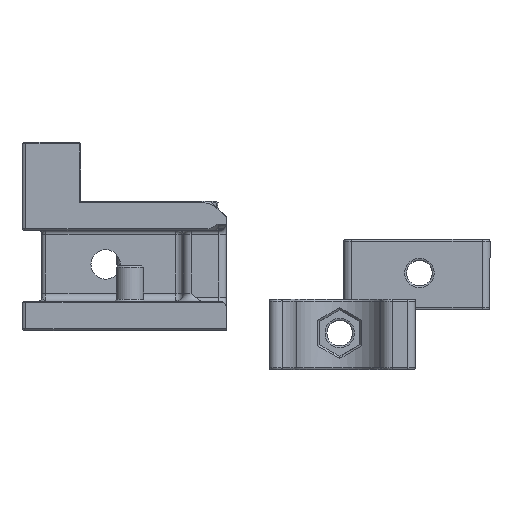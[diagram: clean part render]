
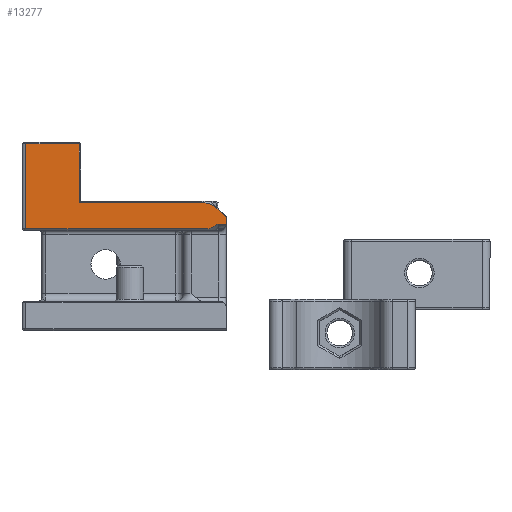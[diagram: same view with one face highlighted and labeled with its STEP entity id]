
A CAD part, left-side view. The second image highlights one B-rep face of the part: STEP entity #13277.
In plain terms, the highlighted face is planar.
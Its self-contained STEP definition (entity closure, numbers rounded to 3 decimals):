
#260=(
BOUNDED_CURVE()
B_SPLINE_CURVE(2,(#20440,#20441,#20442),.UNSPECIFIED.,.F.,.F.)
B_SPLINE_CURVE_WITH_KNOTS((3,3),(2.474,3.675),
 .UNSPECIFIED.)
CURVE()
GEOMETRIC_REPRESENTATION_ITEM()
RATIONAL_B_SPLINE_CURVE((3.676,3.676,3.045))
REPRESENTATION_ITEM('')
);
#268=ELLIPSE('',#14249,5.196,3.);
#479=PLANE('',#14248);
#900=LINE('',#20409,#1880);
#906=LINE('',#20426,#1886);
#907=LINE('',#20430,#1887);
#908=LINE('',#20432,#1888);
#909=LINE('',#20434,#1889);
#910=LINE('',#20436,#1890);
#911=LINE('',#20438,#1891);
#912=LINE('',#20444,#1892);
#1880=VECTOR('',#16090,10.);
#1886=VECTOR('',#16104,10.);
#1887=VECTOR('',#16107,1000.);
#1888=VECTOR('',#16108,1000.);
#1889=VECTOR('',#16109,1000.);
#1890=VECTOR('',#16110,1000.);
#1891=VECTOR('',#16111,1000.);
#1892=VECTOR('',#16112,10.);
#3010=FACE_OUTER_BOUND('',#3879,.T.);
#3879=EDGE_LOOP('',(#9374,#9375,#9376,#9377,#9378,#9379,#9380,#9381,#9382,
#9383,#9384,#9385));
#4759=B_SPLINE_CURVE_WITH_KNOTS('',3,(#20393,#20394,#20395,#20396,#20397,
#20398),.UNSPECIFIED.,.F.,.F.,(4,2,4),(0.,0.14,0.279),
 .UNSPECIFIED.);
#5085=CIRCLE('',#14250,2.);
#5923=VERTEX_POINT('',#20391);
#5924=VERTEX_POINT('',#20392);
#5925=VERTEX_POINT('',#20408);
#5932=VERTEX_POINT('',#20425);
#5933=VERTEX_POINT('',#20427);
#5934=VERTEX_POINT('',#20429);
#5935=VERTEX_POINT('',#20431);
#5936=VERTEX_POINT('',#20433);
#5937=VERTEX_POINT('',#20435);
#5938=VERTEX_POINT('',#20437);
#5939=VERTEX_POINT('',#20439);
#5940=VERTEX_POINT('',#20443);
#7205=EDGE_CURVE('',#5923,#5924,#4759,.T.);
#7208=EDGE_CURVE('',#5924,#5925,#900,.T.);
#7217=EDGE_CURVE('',#5932,#5923,#906,.T.);
#7218=EDGE_CURVE('',#5932,#5933,#268,.T.);
#7219=EDGE_CURVE('',#5933,#5934,#907,.T.);
#7220=EDGE_CURVE('',#5934,#5935,#908,.T.);
#7221=EDGE_CURVE('',#5935,#5936,#909,.T.);
#7222=EDGE_CURVE('',#5936,#5937,#910,.T.);
#7223=EDGE_CURVE('',#5937,#5938,#911,.T.);
#7224=EDGE_CURVE('',#5938,#5939,#260,.T.);
#7225=EDGE_CURVE('',#5939,#5940,#912,.T.);
#7226=EDGE_CURVE('',#5925,#5940,#5085,.T.);
#9374=ORIENTED_EDGE('',*,*,#7205,.F.);
#9375=ORIENTED_EDGE('',*,*,#7217,.F.);
#9376=ORIENTED_EDGE('',*,*,#7218,.T.);
#9377=ORIENTED_EDGE('',*,*,#7219,.T.);
#9378=ORIENTED_EDGE('',*,*,#7220,.T.);
#9379=ORIENTED_EDGE('',*,*,#7221,.T.);
#9380=ORIENTED_EDGE('',*,*,#7222,.T.);
#9381=ORIENTED_EDGE('',*,*,#7223,.T.);
#9382=ORIENTED_EDGE('',*,*,#7224,.T.);
#9383=ORIENTED_EDGE('',*,*,#7225,.T.);
#9384=ORIENTED_EDGE('',*,*,#7226,.F.);
#9385=ORIENTED_EDGE('',*,*,#7208,.F.);
#13277=ADVANCED_FACE('',(#3010),#479,.T.);
#14248=AXIS2_PLACEMENT_3D('',#20424,#16102,#16103);
#14249=AXIS2_PLACEMENT_3D('',#20428,#16105,#16106);
#14250=AXIS2_PLACEMENT_3D('',#20445,#16113,#16114);
#16090=DIRECTION('',(0.,-1.,0.));
#16102=DIRECTION('center_axis',(1.,0.,0.));
#16103=DIRECTION('ref_axis',(0.,0.,-1.));
#16104=DIRECTION('',(0.,0.,-1.));
#16105=DIRECTION('center_axis',(1.,0.,0.));
#16106=DIRECTION('ref_axis',(0.,0.707,0.707));
#16107=DIRECTION('',(0.,0.,1.));
#16108=DIRECTION('',(0.,1.,0.));
#16109=DIRECTION('',(0.,0.,1.));
#16110=DIRECTION('',(0.,-1.,0.));
#16111=DIRECTION('',(0.,0.,-1.));
#16112=DIRECTION('',(0.,0.,-1.));
#16113=DIRECTION('center_axis',(-1.,0.,0.));
#16114=DIRECTION('ref_axis',(0.,-0.707,-0.707));
#20391=CARTESIAN_POINT('',(30.5,30.96,-24.158));
#20392=CARTESIAN_POINT('',(30.5,28.919,-26.158));
#20393=CARTESIAN_POINT('Ctrl Pts',(30.5,30.96,-24.158));
#20394=CARTESIAN_POINT('Ctrl Pts',(30.5,30.63,-24.485));
#20395=CARTESIAN_POINT('Ctrl Pts',(30.5,30.282,-24.828));
#20396=CARTESIAN_POINT('Ctrl Pts',(30.5,29.613,-25.485));
#20397=CARTESIAN_POINT('Ctrl Pts',(30.5,29.26,-25.829));
#20398=CARTESIAN_POINT('Ctrl Pts',(30.5,28.919,-26.158));
#20408=CARTESIAN_POINT('',(30.5,27.5,-26.158));
#20409=CARTESIAN_POINT('',(30.5,25.8,-26.158));
#20424=CARTESIAN_POINT('Origin',(30.5,31.,11.));
#20425=CARTESIAN_POINT('',(30.5,30.96,-24.));
#20426=CARTESIAN_POINT('',(30.5,30.96,-24.));
#20427=CARTESIAN_POINT('',(30.5,32.6,-20.279));
#20428=CARTESIAN_POINT('Origin',(30.5,28.357,-22.4));
#20429=CARTESIAN_POINT('',(30.5,32.6,11.4));
#20430=CARTESIAN_POINT('',(30.5,32.6,11.));
#20431=CARTESIAN_POINT('',(30.5,47.6,11.4));
#20432=CARTESIAN_POINT('',(30.5,31.,11.4));
#20433=CARTESIAN_POINT('',(30.5,47.6,25.));
#20434=CARTESIAN_POINT('',(30.5,47.6,11.));
#20435=CARTESIAN_POINT('',(30.5,25.9,25.));
#20436=CARTESIAN_POINT('',(30.5,31.,25.));
#20437=CARTESIAN_POINT('',(30.5,25.9,-21.));
#20438=CARTESIAN_POINT('',(30.5,25.9,11.));
#20439=CARTESIAN_POINT('',(30.5,27.143,-24.));
#20440=CARTESIAN_POINT('Ctrl Pts',(30.5,25.9,-21.));
#20441=CARTESIAN_POINT('Ctrl Pts',(30.5,25.9,-22.243));
#20442=CARTESIAN_POINT('Ctrl Pts',(30.5,27.143,-24.));
#20443=CARTESIAN_POINT('',(30.5,27.143,-26.126));
#20444=CARTESIAN_POINT('',(30.5,27.143,-24.));
#20445=CARTESIAN_POINT('Origin',(30.5,27.5,-24.158));
